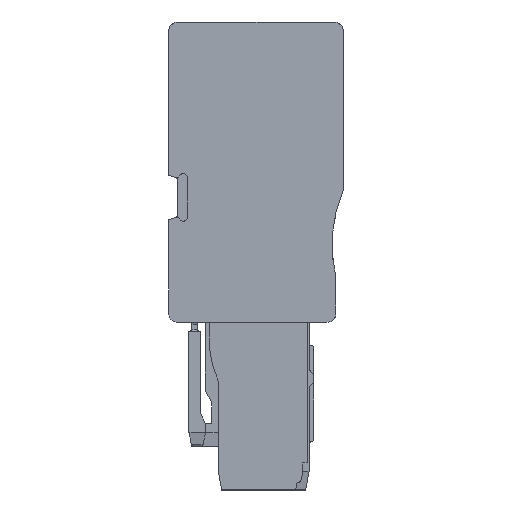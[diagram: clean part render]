
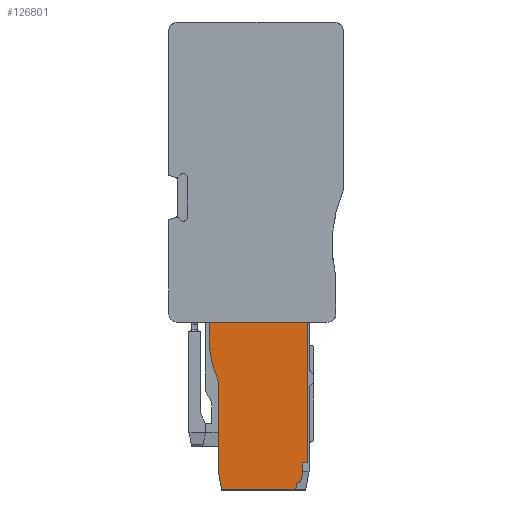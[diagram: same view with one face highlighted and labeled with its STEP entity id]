
A CAD part, left-side view. The second image highlights one B-rep face of the part: STEP entity #126801.
In plain terms, the highlighted planar face has unit normal (-1, 0, 0).
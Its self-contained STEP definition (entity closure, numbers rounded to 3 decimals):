
#122116=AXIS2_PLACEMENT_3D('Plane Axis2P3D',#122113,#122114,#122115) ;
#122845=AXIS2_PLACEMENT_3D('Circle Axis2P3D',#122843,#122844,$) ;
#126437=AXIS2_PLACEMENT_3D('Circle Axis2P3D',#126435,#126436,$) ;
#126480=AXIS2_PLACEMENT_3D('Circle Axis2P3D',#126478,#126479,$) ;
#122113=CARTESIAN_POINT('Axis2P3D Location',(0.8,8.8,18.25)) ;
#122795=CARTESIAN_POINT('Vertex',(0.8,14.6,16.433)) ;
#122798=CARTESIAN_POINT('Line Origine',(0.8,14.6,17.341)) ;
#122802=CARTESIAN_POINT('Vertex',(0.8,14.6,18.25)) ;
#122840=CARTESIAN_POINT('Vertex',(0.8,13.6,11.85)) ;
#122843=CARTESIAN_POINT('Axis2P3D Location',(0.8,3.6,16.433)) ;
#122901=CARTESIAN_POINT('Vertex',(0.8,13.6,2.)) ;
#122904=CARTESIAN_POINT('Line Origine',(0.8,13.6,6.925)) ;
#122959=CARTESIAN_POINT('Vertex',(0.8,13.247,0.)) ;
#122964=CARTESIAN_POINT('Line Origine',(0.8,13.424,1.)) ;
#122986=CARTESIAN_POINT('Line Origine',(0.8,9.213,0.)) ;
#122990=CARTESIAN_POINT('Vertex',(0.8,5.178,0.)) ;
#123039=CARTESIAN_POINT('Vertex',(0.8,5.036,0.8)) ;
#123042=CARTESIAN_POINT('Line Origine',(0.8,5.107,0.4)) ;
#123068=CARTESIAN_POINT('Vertex',(0.8,4.425,2.951)) ;
#123075=CARTESIAN_POINT('Vertex',(0.8,3.91,2.951)) ;
#123078=CARTESIAN_POINT('Line Origine',(0.8,4.167,2.951)) ;
#126432=CARTESIAN_POINT('Vertex',(0.8,4.544,1.213)) ;
#126435=CARTESIAN_POINT('Axis2P3D Location',(0.8,5.036,1.3)) ;
#126451=CARTESIAN_POINT('Vertex',(0.8,4.44,1.8)) ;
#126454=CARTESIAN_POINT('Line Origine',(0.8,4.492,1.507)) ;
#126475=CARTESIAN_POINT('Vertex',(0.8,4.425,1.974)) ;
#126478=CARTESIAN_POINT('Axis2P3D Location',(0.8,5.426,1.974)) ;
#126490=CARTESIAN_POINT('Line Origine',(0.8,4.425,2.462)) ;
#126774=CARTESIAN_POINT('Line Origine',(0.8,9.255,18.25)) ;
#126778=CARTESIAN_POINT('Vertex',(0.8,3.91,18.25)) ;
#126781=CARTESIAN_POINT('Line Origine',(0.8,3.91,10.601)) ;
#122114=DIRECTION('Axis2P3D Direction',(-1.,0.,0.)) ;
#122115=DIRECTION('Axis2P3D XDirection',(0.,-1.,0.)) ;
#122799=DIRECTION('Vector Direction',(0.,0.,-1.)) ;
#122844=DIRECTION('Axis2P3D Direction',(1.,0.,0.)) ;
#122905=DIRECTION('Vector Direction',(0.,0.,-1.)) ;
#122965=DIRECTION('Vector Direction',(0.,-0.174,-0.985)) ;
#122987=DIRECTION('Vector Direction',(0.,-1.,0.)) ;
#123043=DIRECTION('Vector Direction',(0.,0.174,-0.985)) ;
#123079=DIRECTION('Vector Direction',(0.,1.,0.)) ;
#126436=DIRECTION('Axis2P3D Direction',(1.,0.,0.)) ;
#126455=DIRECTION('Vector Direction',(0.,-0.174,0.985)) ;
#126479=DIRECTION('Axis2P3D Direction',(1.,0.,0.)) ;
#126491=DIRECTION('Vector Direction',(0.,0.,1.)) ;
#126775=DIRECTION('Vector Direction',(0.,1.,0.)) ;
#126782=DIRECTION('Vector Direction',(0.,0.,1.)) ;
#122800=VECTOR('Line Direction',#122799,1.) ;
#122906=VECTOR('Line Direction',#122905,1.) ;
#122966=VECTOR('Line Direction',#122965,1.) ;
#122988=VECTOR('Line Direction',#122987,1.) ;
#123044=VECTOR('Line Direction',#123043,1.) ;
#123080=VECTOR('Line Direction',#123079,1.) ;
#126456=VECTOR('Line Direction',#126455,1.) ;
#126492=VECTOR('Line Direction',#126491,1.) ;
#126776=VECTOR('Line Direction',#126775,1.) ;
#126783=VECTOR('Line Direction',#126782,1.) ;
#126787=ORIENTED_EDGE('',*,*,#126780,.T.) ;
#126788=ORIENTED_EDGE('',*,*,#122804,.T.) ;
#126789=ORIENTED_EDGE('',*,*,#122847,.F.) ;
#126790=ORIENTED_EDGE('',*,*,#122908,.T.) ;
#126791=ORIENTED_EDGE('',*,*,#122968,.T.) ;
#126792=ORIENTED_EDGE('',*,*,#122992,.T.) ;
#126793=ORIENTED_EDGE('',*,*,#123046,.F.) ;
#126794=ORIENTED_EDGE('',*,*,#126439,.T.) ;
#126795=ORIENTED_EDGE('',*,*,#126458,.T.) ;
#126796=ORIENTED_EDGE('',*,*,#126482,.T.) ;
#126797=ORIENTED_EDGE('',*,*,#126494,.T.) ;
#126798=ORIENTED_EDGE('',*,*,#123082,.F.) ;
#126799=ORIENTED_EDGE('',*,*,#126785,.T.) ;
#126801=ADVANCED_FACE('66463_MLD_APG_4_L.1\\66463_MLD_APG_4_L',(#126800),#122117,.T.) ;
#122846=CIRCLE('generated circle',#122845,11.) ;
#126438=CIRCLE('generated circle',#126437,0.5) ;
#126481=CIRCLE('generated circle',#126480,1.001) ;
#122804=EDGE_CURVE('',#122803,#122796,#122801,.T.) ;
#122847=EDGE_CURVE('',#122841,#122796,#122846,.T.) ;
#122908=EDGE_CURVE('',#122841,#122902,#122907,.T.) ;
#122968=EDGE_CURVE('',#122902,#122960,#122967,.T.) ;
#122992=EDGE_CURVE('',#122960,#122991,#122989,.T.) ;
#123046=EDGE_CURVE('',#123040,#122991,#123045,.T.) ;
#123082=EDGE_CURVE('',#123076,#123069,#123081,.T.) ;
#126439=EDGE_CURVE('',#123040,#126433,#126438,.F.) ;
#126458=EDGE_CURVE('',#126433,#126452,#126457,.T.) ;
#126482=EDGE_CURVE('',#126452,#126476,#126481,.F.) ;
#126494=EDGE_CURVE('',#126476,#123069,#126493,.T.) ;
#126780=EDGE_CURVE('',#126779,#122803,#126777,.T.) ;
#126785=EDGE_CURVE('',#123076,#126779,#126784,.T.) ;
#126786=EDGE_LOOP('',(#126787,#126788,#126789,#126790,#126791,#126792,#126793,#126794,#126795,#126796,#126797,#126798,#126799)) ;
#126800=FACE_OUTER_BOUND('',#126786,.T.) ;
#122801=LINE('Line',#122798,#122800) ;
#122907=LINE('Line',#122904,#122906) ;
#122967=LINE('Line',#122964,#122966) ;
#122989=LINE('Line',#122986,#122988) ;
#123045=LINE('Line',#123042,#123044) ;
#123081=LINE('Line',#123078,#123080) ;
#126457=LINE('Line',#126454,#126456) ;
#126493=LINE('Line',#126490,#126492) ;
#126777=LINE('Line',#126774,#126776) ;
#126784=LINE('Line',#126781,#126783) ;
#122117=PLANE('',#122116) ;
#122796=VERTEX_POINT('',#122795) ;
#122803=VERTEX_POINT('',#122802) ;
#122841=VERTEX_POINT('',#122840) ;
#122902=VERTEX_POINT('',#122901) ;
#122960=VERTEX_POINT('',#122959) ;
#122991=VERTEX_POINT('',#122990) ;
#123040=VERTEX_POINT('',#123039) ;
#123069=VERTEX_POINT('',#123068) ;
#123076=VERTEX_POINT('',#123075) ;
#126433=VERTEX_POINT('',#126432) ;
#126452=VERTEX_POINT('',#126451) ;
#126476=VERTEX_POINT('',#126475) ;
#126779=VERTEX_POINT('',#126778) ;
